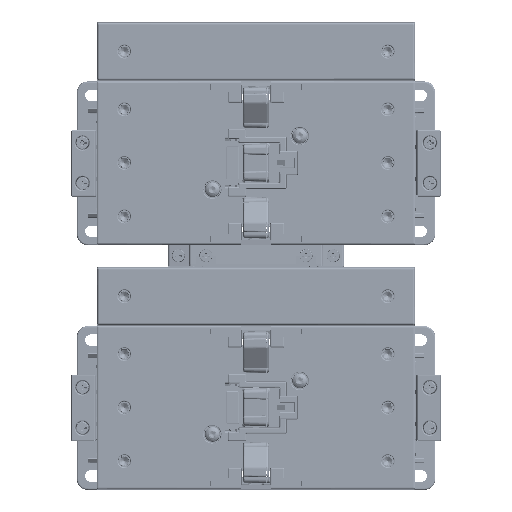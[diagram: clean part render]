
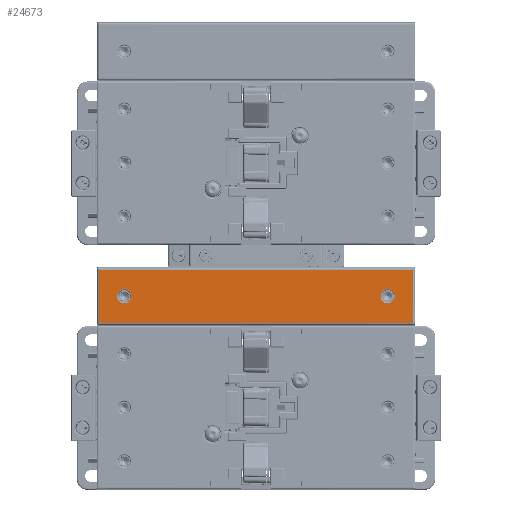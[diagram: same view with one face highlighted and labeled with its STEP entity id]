
A CAD part, top view. The second image highlights one B-rep face of the part: STEP entity #24673.
In plain terms, the highlighted planar face has unit normal (0, 0, 1).
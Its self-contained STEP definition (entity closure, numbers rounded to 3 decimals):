
#8083=CIRCLE('',#197203,3.287);
#8087=CIRCLE('',#197210,3.287);
#11541=PLANE('',#197214);
#17345=FACE_BOUND('',#38905,.T.);
#17346=FACE_BOUND('',#38906,.T.);
#17347=FACE_BOUND('',#38907,.T.);
#24673=ADVANCED_FACE('',(#17345,#17346,#17347),#11541,.F.);
#38905=EDGE_LOOP('',(#120968,#120969,#120970,#120971));
#38906=EDGE_LOOP('',(#120972));
#38907=EDGE_LOOP('',(#120973));
#57942=LINE('',#333587,#78771);
#57943=LINE('',#333589,#78772);
#57944=LINE('',#333590,#78773);
#57945=LINE('',#333592,#78774);
#78771=VECTOR('',#245573,1.);
#78772=VECTOR('',#245574,1.);
#78773=VECTOR('',#245575,1.);
#78774=VECTOR('',#245576,1.);
#120968=ORIENTED_EDGE('',*,*,#178041,.F.);
#120969=ORIENTED_EDGE('',*,*,#178042,.F.);
#120970=ORIENTED_EDGE('',*,*,#178043,.F.);
#120971=ORIENTED_EDGE('',*,*,#178044,.F.);
#120972=ORIENTED_EDGE('',*,*,#178032,.F.);
#120973=ORIENTED_EDGE('',*,*,#178036,.F.);
#146586=VERTEX_POINT('',#333284);
#146587=VERTEX_POINT('',#333305);
#146705=VERTEX_POINT('',#333564);
#146709=VERTEX_POINT('',#333575);
#146711=VERTEX_POINT('',#333588);
#146712=VERTEX_POINT('',#333591);
#178032=EDGE_CURVE('',#146705,#146705,#8083,.T.);
#178036=EDGE_CURVE('',#146709,#146709,#8087,.T.);
#178041=EDGE_CURVE('',#146711,#146587,#57942,.T.);
#178042=EDGE_CURVE('',#146586,#146711,#57943,.T.);
#178043=EDGE_CURVE('',#146712,#146586,#57944,.T.);
#178044=EDGE_CURVE('',#146587,#146712,#57945,.T.);
#197203=AXIS2_PLACEMENT_3D('',#333563,#245548,#245549);
#197210=AXIS2_PLACEMENT_3D('',#333574,#245562,#245563);
#197214=AXIS2_PLACEMENT_3D('',#333593,#245577,#245578);
#245548=DIRECTION('',(0.,0.,1.));
#245549=DIRECTION('',(-1.,0.,0.));
#245562=DIRECTION('',(0.,0.,1.));
#245563=DIRECTION('',(-1.,0.,0.));
#245573=DIRECTION('',(-1.,0.,0.));
#245574=DIRECTION('',(0.,-1.,0.));
#245575=DIRECTION('',(1.,0.,0.));
#245576=DIRECTION('',(0.,1.,0.));
#245577=DIRECTION('',(0.,0.,-1.));
#245578=DIRECTION('',(1.,0.,0.));
#333284=CARTESIAN_POINT('',(71.686,-88.315,131.6));
#333305=CARTESIAN_POINT('',(-71.686,-112.685,131.6));
#333563=CARTESIAN_POINT('',(60.3,-100.5,131.6));
#333564=CARTESIAN_POINT('',(60.3,-97.213,131.6));
#333574=CARTESIAN_POINT('',(-60.3,-100.5,131.6));
#333575=CARTESIAN_POINT('',(-60.3,-97.213,131.6));
#333587=CARTESIAN_POINT('',(1.9,-112.685,131.6));
#333588=CARTESIAN_POINT('',(71.686,-112.685,131.6));
#333589=CARTESIAN_POINT('',(71.686,-100.5,131.6));
#333590=CARTESIAN_POINT('',(1.9,-88.315,131.6));
#333591=CARTESIAN_POINT('',(-71.686,-88.315,131.6));
#333592=CARTESIAN_POINT('',(-71.686,-100.5,131.6));
#333593=CARTESIAN_POINT('',(1.9,-100.5,131.6));
